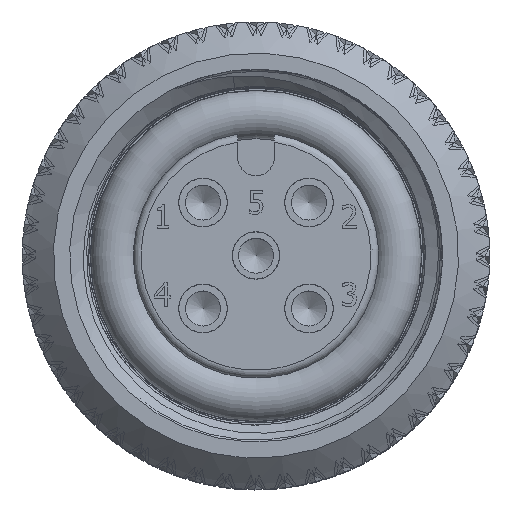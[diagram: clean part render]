
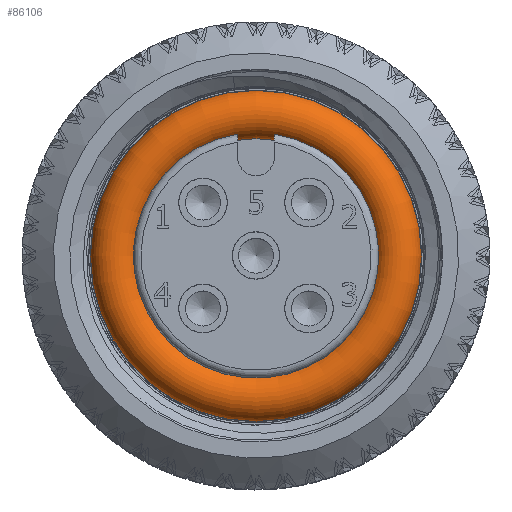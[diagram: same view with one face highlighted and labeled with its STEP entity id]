
A CAD part, top view. The second image highlights one B-rep face of the part: STEP entity #86106.
In plain terms, the highlighted toroidal (fillet/blend) face has major radius 4.616 mm and minor radius 0.794 mm.
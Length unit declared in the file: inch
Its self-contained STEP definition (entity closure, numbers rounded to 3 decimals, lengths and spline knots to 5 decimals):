
#1523=TOROIDAL_SURFACE('',#89344,0.18175,0.03125);
#11205=FACE_OUTER_BOUND('',#16379,.T.);
#16379=EDGE_LOOP('',(#66342,#66343,#66344,#66345));
#18183=CIRCLE('',#89345,0.03125);
#18184=CIRCLE('',#89346,0.1505);
#34115=VERTEX_POINT('',#225793);
#45136=EDGE_CURVE('',#34115,#34115,#18183,.T.);
#45137=EDGE_CURVE('',#34115,#34115,#18184,.T.);
#66342=ORIENTED_EDGE('',*,*,#45136,.F.);
#66343=ORIENTED_EDGE('',*,*,#45137,.T.);
#66344=ORIENTED_EDGE('',*,*,#45136,.T.);
#66345=ORIENTED_EDGE('',*,*,#45137,.F.);
#86106=ADVANCED_FACE('',(#11205),#1523,.T.);
#89344=AXIS2_PLACEMENT_3D('',#225792,#95152,#95153);
#89345=AXIS2_PLACEMENT_3D('',#225794,#95154,#95155);
#89346=AXIS2_PLACEMENT_3D('',#225795,#95156,#95157);
#95152=DIRECTION('center_axis',(1.,0.,0.));
#95153=DIRECTION('ref_axis',(0.,0.,-1.));
#95154=DIRECTION('center_axis',(0.,-1.,0.));
#95155=DIRECTION('ref_axis',(0.,0.,1.));
#95156=DIRECTION('center_axis',(-1.,0.,0.));
#95157=DIRECTION('ref_axis',(0.,0.,-1.));
#225792=CARTESIAN_POINT('Origin',(0.,0.,0.));
#225793=CARTESIAN_POINT('',(0.,0.,
0.1505));
#225794=CARTESIAN_POINT('Origin',(0.,0.,0.18175));
#225795=CARTESIAN_POINT('Origin',(0.,0.,0.));
